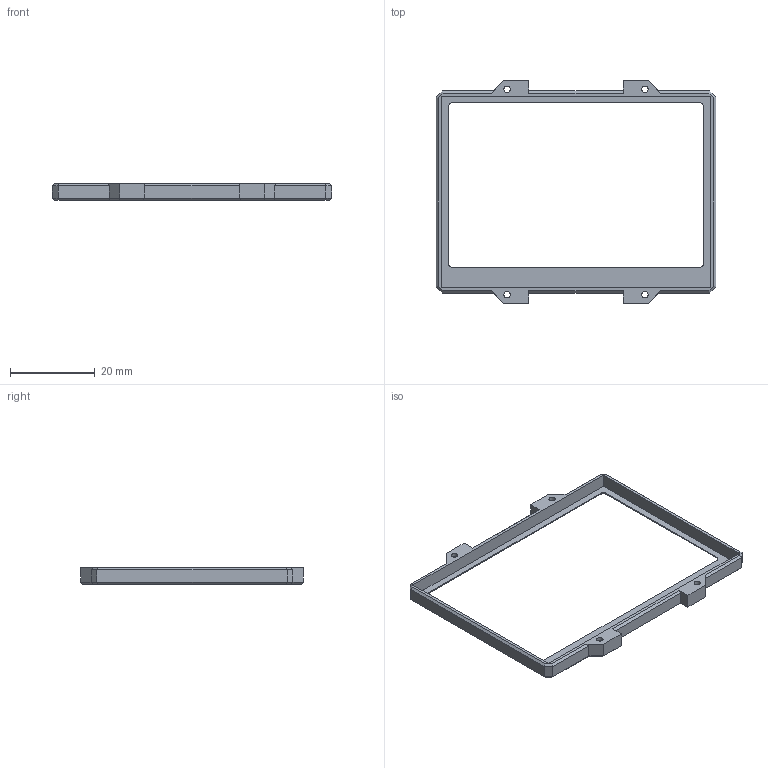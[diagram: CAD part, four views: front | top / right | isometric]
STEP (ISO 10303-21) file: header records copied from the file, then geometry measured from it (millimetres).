
FILE_DESCRIPTION(/* description */ (''),/* implementation_level */ '2;1');
FILE_NAME(/* name */ '2024-04-17 v200 front-case.step',/* time_stamp */ '2024-04-18T12:37:35+03:00',/* author */ (''),/* organization */ (''),/* preprocessor_version */ 'ST-DEVELOPER v20',/* originating_system */ 'Autodesk Translation Framework v12.20.1.177',/* authorisation */ '');
FILE_SCHEMA (('AUTOMOTIVE_DESIGN { 1 0 10303 214 3 1 1 }'));
Length unit declared in the file: millimetre
Products named in the file (1): 2024-01-15 board
Bounding box: 65.94 x 52.45 x 3.9 mm (x, y, z)
Volume: 1523.6 mm3; surface area: 3409.1 mm2
Topology: 1 solids, 1 shells, 99 faces, 232 edges, 140 vertices
Faces by surface type: plane 79, cylinder 12, cone 8
Full cylindrical faces by diameter (mm): 1.5 x4, 2.7 x4
Entity records: 2816 total; most frequent: CARTESIAN_POINT 472, ORIENTED_EDGE 464, DIRECTION 464, EDGE_CURVE 232, LINE 200, VECTOR 200, VERTEX_POINT 140, AXIS2_PLACEMENT_3D 132
